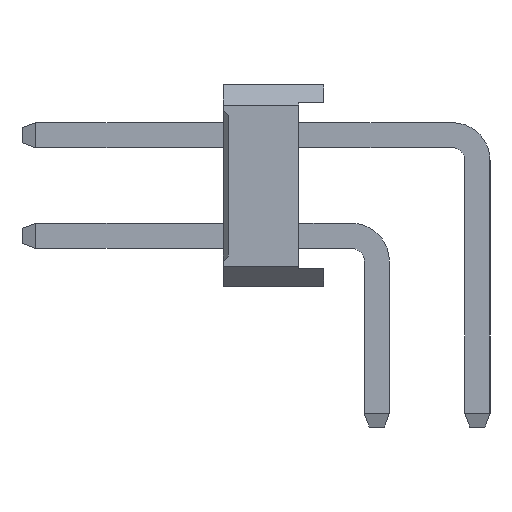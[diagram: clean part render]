
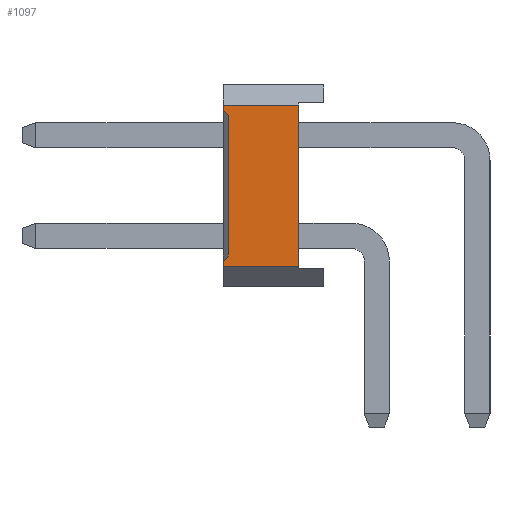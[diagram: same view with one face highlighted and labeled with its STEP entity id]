
A CAD part, left-side view. The second image highlights one B-rep face of the part: STEP entity #1097.
In plain terms, the highlighted planar face has unit normal (-1, 0, 0).
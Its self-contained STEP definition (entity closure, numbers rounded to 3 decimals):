
#1097=ADVANCED_FACE('',(#20981),#20983,.T.);
#20981=FACE_BOUND('',#20982,.T.);
#20982=EDGE_LOOP('',(#37097,#37098,#37099,#37100,#37101,#37102,#37103,#37104));
#20983=PLANE('',#20984);
#20984=AXIS2_PLACEMENT_3D('',#20985,#20986,#20987);
#20985=CARTESIAN_POINT('',(-1.,1.05,0.4));
#20986=DIRECTION('',(-1.,0.,0.));
#20987=DIRECTION('',(0.,0.,1.));
#37097=ORIENTED_EDGE('',*,*,#47765,.F.);
#37098=ORIENTED_EDGE('',*,*,#47766,.T.);
#37099=ORIENTED_EDGE('',*,*,#47767,.F.);
#37100=ORIENTED_EDGE('',*,*,#46806,.F.);
#37101=ORIENTED_EDGE('',*,*,#47763,.F.);
#37102=ORIENTED_EDGE('',*,*,#47768,.T.);
#37103=ORIENTED_EDGE('',*,*,#47769,.T.);
#37104=ORIENTED_EDGE('',*,*,#46810,.F.);
#46806=EDGE_CURVE('',#52371,#52373,#52374,.T.);
#46810=EDGE_CURVE('',#52379,#52381,#52382,.T.);
#47763=EDGE_CURVE('',#54170,#52371,#54172,.T.);
#47765=EDGE_CURVE('',#54174,#52379,#54175,.F.);
#47766=EDGE_CURVE('',#54174,#54176,#54177,.T.);
#47767=EDGE_CURVE('',#52373,#54176,#54178,.F.);
#47768=EDGE_CURVE('',#54170,#54179,#54180,.T.);
#47769=EDGE_CURVE('',#54179,#52381,#54181,.T.);
#52371=VERTEX_POINT('',#61482);
#52373=VERTEX_POINT('',#61486);
#52374=LINE('',#61487,#61488);
#52379=VERTEX_POINT('',#61498);
#52381=VERTEX_POINT('',#61502);
#52382=LINE('',#61503,#61504);
#54170=VERTEX_POINT('',#65195);
#54172=LINE('',#65199,#65200);
#54174=VERTEX_POINT('',#65205);
#54175=LINE('',#65206,#65207);
#54176=VERTEX_POINT('',#65209);
#54177=LINE('',#65210,#65211);
#54178=LINE('',#65213,#65214);
#54179=VERTEX_POINT('',#65216);
#54180=LINE('',#65217,#65218);
#54181=LINE('',#65220,#65221);
#61482=CARTESIAN_POINT('',(-1.,3.05,0.4));
#61486=CARTESIAN_POINT('',(-1.,3.05,0.5));
#61487=CARTESIAN_POINT('',(-1.,3.05,0.4));
#61488=VECTOR('',#61489,1.);
#61489=DIRECTION('',(0.,0.,1.));
#61498=CARTESIAN_POINT('',(-1.,3.05,3.5));
#61502=CARTESIAN_POINT('',(-1.,3.05,3.6));
#61503=CARTESIAN_POINT('',(-1.,3.05,3.5));
#61504=VECTOR('',#61505,1.);
#61505=DIRECTION('',(0.,0.,1.));
#65195=CARTESIAN_POINT('',(-1.,1.55,0.4));
#65199=CARTESIAN_POINT('',(-1.,1.55,0.4));
#65200=VECTOR('',#65201,1.);
#65201=DIRECTION('',(0.,1.,0.));
#65205=CARTESIAN_POINT('',(-1.,2.95,3.4));
#65206=CARTESIAN_POINT('',(-1.,3.05,3.5));
#65207=VECTOR('',#65208,1.);
#65208=DIRECTION('',(0.,-0.707,-0.707));
#65209=CARTESIAN_POINT('',(-1.,2.95,0.6));
#65210=CARTESIAN_POINT('',(-1.,2.95,3.4));
#65211=VECTOR('',#65212,1.);
#65212=DIRECTION('',(0.,0.,-1.));
#65213=CARTESIAN_POINT('',(-1.,2.95,0.6));
#65214=VECTOR('',#65215,1.);
#65215=DIRECTION('',(0.,0.707,-0.707));
#65216=CARTESIAN_POINT('',(-1.,1.55,3.6));
#65217=CARTESIAN_POINT('',(-1.,1.55,0.4));
#65218=VECTOR('',#65219,1.);
#65219=DIRECTION('',(0.,0.,1.));
#65220=CARTESIAN_POINT('',(-1.,1.55,3.6));
#65221=VECTOR('',#65222,1.);
#65222=DIRECTION('',(0.,1.,0.));
